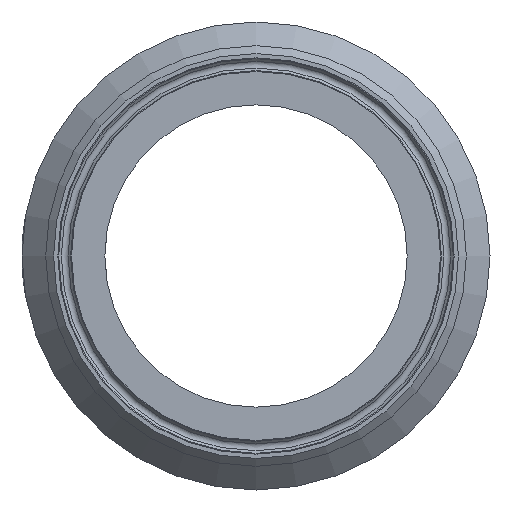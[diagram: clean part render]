
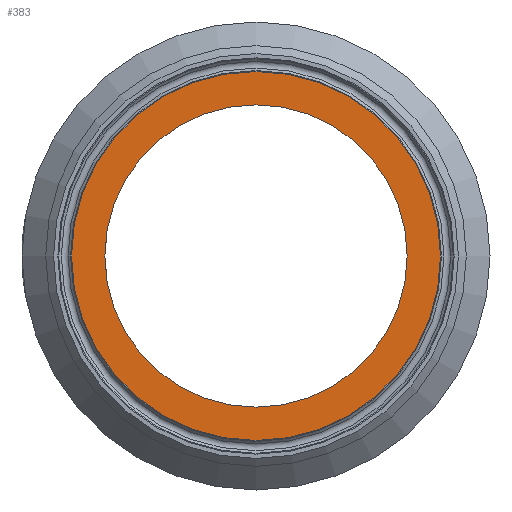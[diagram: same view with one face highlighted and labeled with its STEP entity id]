
A CAD part, left-side view. The second image highlights one B-rep face of the part: STEP entity #383.
In plain terms, the highlighted planar face has unit normal (-1, 0, 0).
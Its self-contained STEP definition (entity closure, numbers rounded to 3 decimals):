
#46=PLANE('',#425);
#55=FACE_BOUND('',#127,.T.);
#88=FACE_OUTER_BOUND('',#126,.T.);
#126=EDGE_LOOP('',(#302));
#127=EDGE_LOOP('',(#303));
#186=CIRCLE('',#421,29.167);
#189=CIRCLE('',#426,23.9);
#218=VERTEX_POINT('',#623);
#221=VERTEX_POINT('',#631);
#256=EDGE_CURVE('',#218,#218,#186,.T.);
#259=EDGE_CURVE('',#221,#221,#189,.T.);
#302=ORIENTED_EDGE('',*,*,#256,.F.);
#303=ORIENTED_EDGE('',*,*,#259,.T.);
#383=ADVANCED_FACE('',(#88,#55),#46,.F.);
#421=AXIS2_PLACEMENT_3D('',#624,#496,#497);
#425=AXIS2_PLACEMENT_3D('',#630,#504,#505);
#426=AXIS2_PLACEMENT_3D('',#632,#506,#507);
#496=DIRECTION('center_axis',(1.,0.,0.));
#497=DIRECTION('ref_axis',(0.,-1.,0.));
#504=DIRECTION('center_axis',(1.,0.,0.));
#505=DIRECTION('ref_axis',(0.,0.,-1.));
#506=DIRECTION('center_axis',(1.,0.,0.));
#507=DIRECTION('ref_axis',(0.,1.,0.));
#623=CARTESIAN_POINT('',(-55.,29.167,0.));
#624=CARTESIAN_POINT('Origin',(-55.,0.,0.));
#630=CARTESIAN_POINT('Origin',(-55.,26.575,0.));
#631=CARTESIAN_POINT('',(-55.,23.9,0.));
#632=CARTESIAN_POINT('Origin',(-55.,0.,0.));
